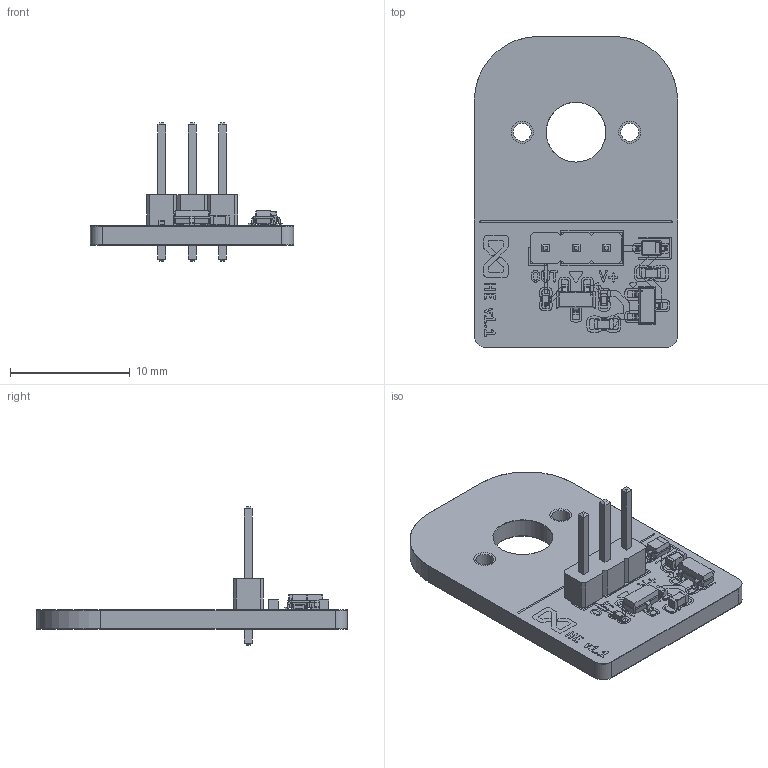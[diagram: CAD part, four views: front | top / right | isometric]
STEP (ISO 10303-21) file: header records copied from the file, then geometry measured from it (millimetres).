
FILE_DESCRIPTION(('KiCad electronic assembly'),'2;1');
FILE_NAME('e_whammy.step','2025-10-31T15:11:22',('Pcbnew'),('Kicad'), 'Open CASCADE STEP processor 7.8','KiCad to STEP converter','Unknown' );
FILE_SCHEMA(('AUTOMOTIVE_DESIGN { 1 0 10303 214 1 1 1 1 }'));
Length unit declared in the file: millimetre
Products named in the file (12): e_whammy 1; PinHeader_1x03_P2.54mm_Vertical; C_0603_1608Metric; R_0402_1005Metric; D_SOD-323; SOT-23; C_0402_1005Metric; e_whammy_hal_sensor_copper; e_whammy_hal_sensor_pad; e_whammy_hal_sensor_silkscreen; e_whammy_hal_sensor_soldermask; e_whammy_hal_sensor_PCB
Assembly tree (13 placements, depth 2):
  e_whammy 1
    PinHeader_1x03_P2.54mm_Vertical
    C_0603_1608Metric  x2
    R_0402_1005Metric
    D_SOD-323
    SOT-23  x2
    C_0402_1005Metric
    e_whammy_hal_sensor_copper
    e_whammy_hal_sensor_pad
    e_whammy_hal_sensor_silkscreen
    e_whammy_hal_sensor_soldermask
    e_whammy_hal_sensor_PCB
Bounding box: 17 x 26 x 11.54 mm (x, y, z)
Volume: 707.6 mm3; surface area: 2089 mm2
Topology: 39 solids, 72 shells, 706 faces, 2187 edges, 1607 vertices
Faces by surface type: plane 471, cylinder 187, bspline 48
Full cylindrical faces by diameter (mm): 0.95 x9, 1 x6, 1.5 x2, 1.7 x4, 5 x1
Entity records: 24542 total; most frequent: CARTESIAN_POINT 4161, DIRECTION 3595, ORIENTED_EDGE 3339, EDGE_CURVE 1942, VERTEX_POINT 1452, LINE 1375, VECTOR 1375, AXIS2_PLACEMENT_3D 1110
